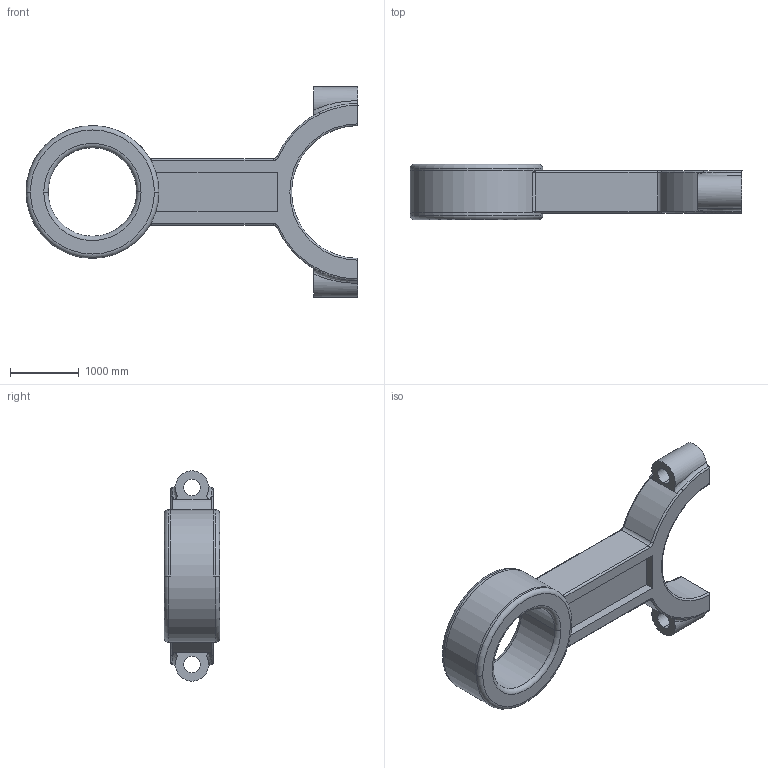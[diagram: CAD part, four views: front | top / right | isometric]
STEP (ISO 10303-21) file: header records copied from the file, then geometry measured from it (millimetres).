
FILE_DESCRIPTION((''),'2;1');
FILE_NAME('ARTICULATED_ROD_UPPER','2026-01-05T14:44:23',('H576696'),('Honeywell International Inc.'),'CREO PARAMETRIC BY PTC INC, 2023134','CREO PARAMETRIC BY PTC INC, 2023134','');
FILE_SCHEMA(('AUTOMOTIVE_DESIGN { 1 0 10303 214 1 1 1 1 }'));
Length unit declared in the file: inch
Products named in the file (1): ARTICULATED_ROD_UPPER
Bounding box: 4838.7 x 806.45 x 3064.51 mm (x, y, z)
Volume: 2837913028.1 mm3; surface area: 24673619.8 mm2
Topology: 1 solids, 1 shells, 82 faces, 207 edges, 127 vertices
Faces by surface type: cylinder 28, torus 27, plane 15, bspline 8, sphere 4
Entity records: 3377 total; most frequent: CARTESIAN_POINT 1211, DIRECTION 456, ORIENTED_EDGE 414, EDGE_CURVE 207, AXIS2_PLACEMENT_3D 200, VERTEX_POINT 127, CIRCLE 125, COLOUR_RGB 106
